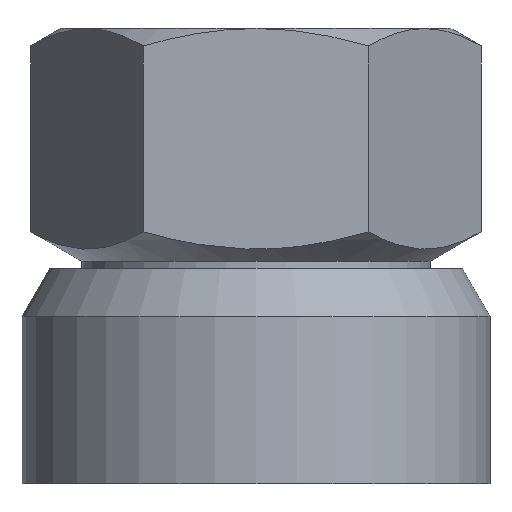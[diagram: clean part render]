
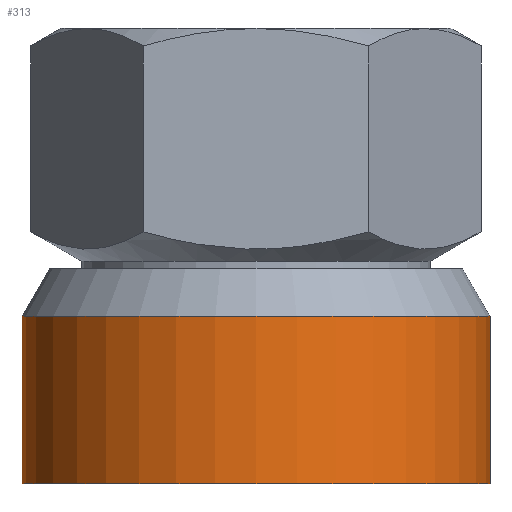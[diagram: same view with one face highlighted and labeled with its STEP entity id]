
A CAD part, front view. The second image highlights one B-rep face of the part: STEP entity #313.
In plain terms, the highlighted cylindrical face has radius 18 mm (diameter 36 mm), a partial arc.
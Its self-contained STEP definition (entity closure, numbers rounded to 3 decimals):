
#313=ADVANCED_FACE('',(#758),#759,.T.);
#401=EDGE_CURVE('',#457,#417,#854,.T.);
#411=EDGE_CURVE('',#425,#417,#865,.T.);
#417=VERTEX_POINT('',#874);
#419=EDGE_CURVE('',#425,#479,#876,.T.);
#425=VERTEX_POINT('',#883);
#455=EDGE_CURVE('',#479,#457,#917,.T.);
#457=VERTEX_POINT('',#919);
#479=VERTEX_POINT('',#943);
#758=FACE_OUTER_BOUND('',#1306,.T.);
#759=CYLINDRICAL_SURFACE('',#1307,18.0);
#854=LINE('',#1469,#1470);
#865=CIRCLE('',#1485,18.0);
#874=CARTESIAN_POINT('',(18.0,0.,0.));
#876=LINE('',#1497,#1498);
#883=CARTESIAN_POINT('',(-18.,0.,0.0));
#917=CIRCLE('',#1558,18.0);
#919=CARTESIAN_POINT('',(18.0,0.,12.863));
#943=CARTESIAN_POINT('',(-18.,0.,12.863));
#1306=EDGE_LOOP('',(#2021,#2022,#2023,#2024));
#1307=AXIS2_PLACEMENT_3D('',#2025,#2026,#2027);
#1469=CARTESIAN_POINT('',(18.0,0.,6.431));
#1470=VECTOR('',#2137,1.0);
#1485=AXIS2_PLACEMENT_3D('',#2156,#2157,#2158);
#1497=CARTESIAN_POINT('',(-18.,0.,6.431));
#1498=VECTOR('',#2181,1.0);
#1558=AXIS2_PLACEMENT_3D('',#2238,#2239,#2240);
#2021=ORIENTED_EDGE('',*,*,#419,.F.);
#2022=ORIENTED_EDGE('',*,*,#411,.T.);
#2023=ORIENTED_EDGE('',*,*,#401,.F.);
#2024=ORIENTED_EDGE('',*,*,#455,.F.);
#2025=CARTESIAN_POINT('',(0.,0.,6.431));
#2026=DIRECTION('',(0.,0.,-1.0));
#2027=DIRECTION('',(-1.0,0.,0.));
#2137=DIRECTION('',(0.,0.,-1.0));
#2156=CARTESIAN_POINT('',(0.,0.,0.0));
#2157=DIRECTION('',(0.,0.,1.0));
#2158=DIRECTION('',(-1.0,0.,0.));
#2181=DIRECTION('',(0.,0.,1.0));
#2238=CARTESIAN_POINT('',(0.,0.,12.863));
#2239=DIRECTION('',(0.,0.,1.0));
#2240=DIRECTION('',(-1.0,0.,0.));
